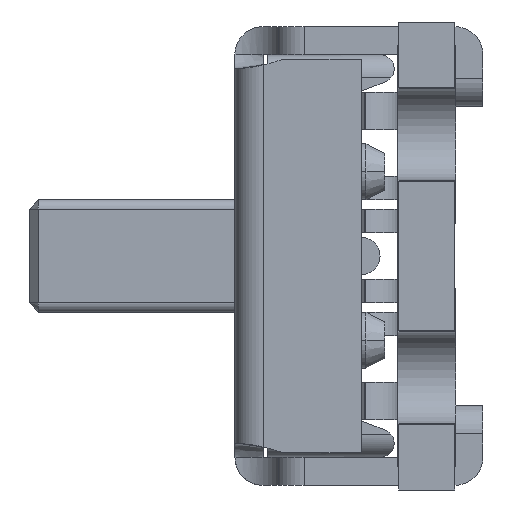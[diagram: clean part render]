
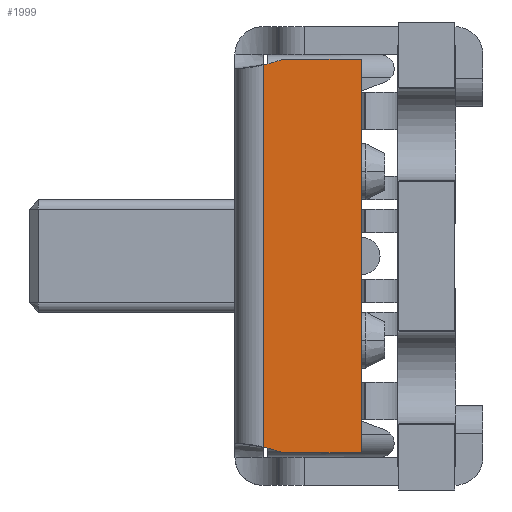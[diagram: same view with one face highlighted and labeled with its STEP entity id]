
A CAD part, left-side view. The second image highlights one B-rep face of the part: STEP entity #1999.
In plain terms, the highlighted planar face has unit normal (-1, 0, 0).
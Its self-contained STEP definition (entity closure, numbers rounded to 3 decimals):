
#409=CARTESIAN_POINT('',(-7.8,-0.552,-1.8));
#410=DIRECTION('',(1.,0.,0.));
#411=DIRECTION('',(0.,0.,-1.));
#412=AXIS2_PLACEMENT_3D('',#409,#410,#411);
#414=CARTESIAN_POINT('',(-7.8,0.06,-3.599));
#415=DIRECTION('',(-1.,0.,0.));
#416=DIRECTION('',(0.,-0.322,0.947));
#417=AXIS2_PLACEMENT_3D('',#414,#415,#416);
#419=CARTESIAN_POINT('',(-7.8,0.06,3.599));
#420=DIRECTION('',(-1.,0.,0.));
#421=DIRECTION('',(0.,-0.225,-0.974));
#422=AXIS2_PLACEMENT_3D('',#419,#420,#421);
#424=CARTESIAN_POINT('',(-7.8,-0.552,1.8));
#425=DIRECTION('',(1.,0.,0.));
#426=DIRECTION('',(0.,0.322,0.947));
#427=AXIS2_PLACEMENT_3D('',#424,#425,#426);
#429=DIRECTION('',(0.,-1.,0.));
#430=VECTOR('',#429,0.798);
#431=CARTESIAN_POINT('',(-7.8,-0.552,2.1));
#432=LINE('',#431,#430);
#433=DIRECTION('',(0.,0.,-1.));
#434=VECTOR('',#433,4.2);
#435=CARTESIAN_POINT('',(-7.8,-1.35,2.1));
#436=LINE('',#435,#434);
#473=DIRECTION('',(0.,-1.,0.));
#474=VECTOR('',#473,0.798);
#475=CARTESIAN_POINT('',(-7.8,-0.552,-2.1));
#476=LINE('',#475,#474);
#513=DIRECTION('',(0.,0.,-1.));
#514=VECTOR('',#513,4.08);
#515=CARTESIAN_POINT('',(-7.8,-0.3,2.04));
#516=LINE('',#515,#514);
#1345=CARTESIAN_POINT('',(-7.8,-0.552,-2.1));
#1346=CARTESIAN_POINT('',(-7.8,-0.455,-2.084));
#1347=VERTEX_POINT('',#1345);
#1348=VERTEX_POINT('',#1346);
#1349=CARTESIAN_POINT('',(-7.8,-0.3,-2.04));
#1350=VERTEX_POINT('',#1349);
#1351=CARTESIAN_POINT('',(-7.8,-0.3,2.04));
#1352=VERTEX_POINT('',#1351);
#1353=CARTESIAN_POINT('',(-7.8,-0.455,2.084));
#1354=VERTEX_POINT('',#1353);
#1355=CARTESIAN_POINT('',(-7.8,-0.552,2.1));
#1356=VERTEX_POINT('',#1355);
#1357=CARTESIAN_POINT('',(-7.8,-1.35,2.1));
#1358=VERTEX_POINT('',#1357);
#1359=CARTESIAN_POINT('',(-7.8,-1.35,-2.1));
#1360=VERTEX_POINT('',#1359);
#1978=CARTESIAN_POINT('',(-7.8,0.,-2.45));
#1979=DIRECTION('',(-1.,0.,0.));
#1980=DIRECTION('',(0.,0.,1.));
#1981=AXIS2_PLACEMENT_3D('',#1978,#1979,#1980);
#1982=PLANE('',#1981);
#1984=ORIENTED_EDGE('',*,*,#1983,.T.);
#1986=ORIENTED_EDGE('',*,*,#1985,.T.);
#1988=ORIENTED_EDGE('',*,*,#1987,.F.);
#1989=ORIENTED_EDGE('',*,*,#1953,.T.);
#1990=ORIENTED_EDGE('',*,*,#1968,.T.);
#1992=ORIENTED_EDGE('',*,*,#1991,.T.);
#1994=ORIENTED_EDGE('',*,*,#1993,.T.);
#1996=ORIENTED_EDGE('',*,*,#1995,.F.);
#1997=EDGE_LOOP('',(#1984,#1986,#1988,#1989,#1990,#1992,#1994,#1996));
#1998=FACE_OUTER_BOUND('',#1997,.F.);
#1999=ADVANCED_FACE('',(#1998),#1982,.T.);
#413=CIRCLE('',#412,0.3);
#418=CIRCLE('',#417,1.6);
#423=CIRCLE('',#422,1.6);
#428=CIRCLE('',#427,0.3);
#1953=EDGE_CURVE('',#1352,#1354,#423,.T.);
#1968=EDGE_CURVE('',#1354,#1356,#428,.T.);
#1983=EDGE_CURVE('',#1347,#1348,#413,.T.);
#1985=EDGE_CURVE('',#1348,#1350,#418,.T.);
#1987=EDGE_CURVE('',#1352,#1350,#516,.T.);
#1991=EDGE_CURVE('',#1356,#1358,#432,.T.);
#1993=EDGE_CURVE('',#1358,#1360,#436,.T.);
#1995=EDGE_CURVE('',#1347,#1360,#476,.T.);
